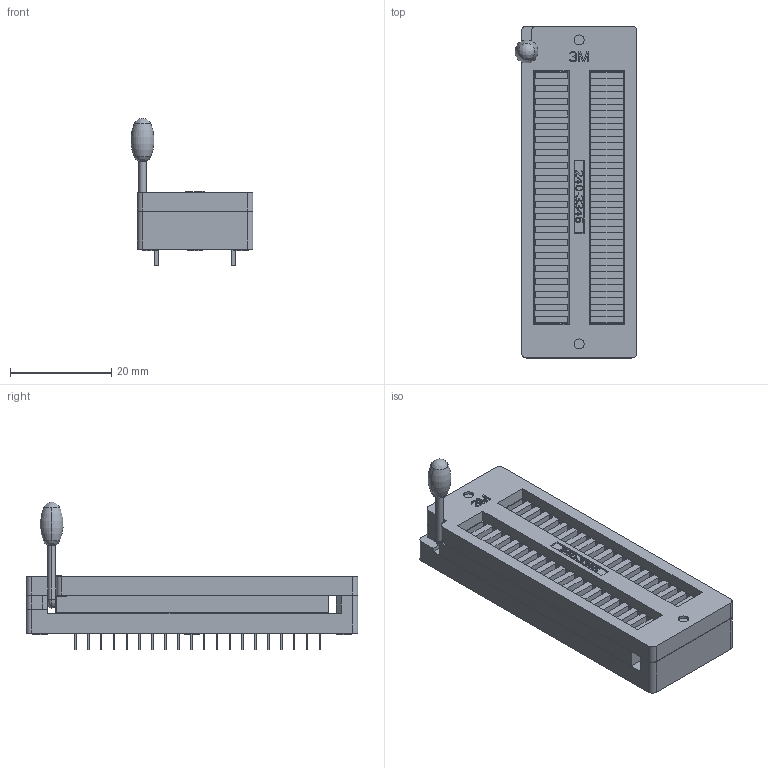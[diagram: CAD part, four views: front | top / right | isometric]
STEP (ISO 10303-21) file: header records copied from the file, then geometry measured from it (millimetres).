
FILE_DESCRIPTION (( 'STEP AP214' ), '1' );
FILE_NAME ('85131C95-8E80-4EFA-8444-6954C2A18FC9.STEP', '2023-01-27T18:57:20', ( '' ), ( '' ), 'SwSTEP 2.0', 'SolidWorks 2022', '' );
FILE_SCHEMA (( 'AUTOMOTIVE_DESIGN' ));
Length unit declared in the file: millimetre
Products named in the file (1): 85131C95-8E80-4EFA-8444-6954C2A18FC9
Bounding box: 24.07 x 65.5 x 29.14 mm (x, y, z)
Volume: 13433.9 mm3; surface area: 12144 mm2
Topology: 3 solids, 3 shells, 810 faces, 2213 edges, 1472 vertices
Faces by surface type: plane 769, cylinder 35, bspline 4, torus 2
Entity records: 28226 total; most frequent: CARTESIAN_POINT 4556, ORIENTED_EDGE 4426, DIRECTION 3905, EDGE_CURVE 2213, LINE 2135, VECTOR 2135, VERTEX_POINT 1472, EDGE_LOOP 957
